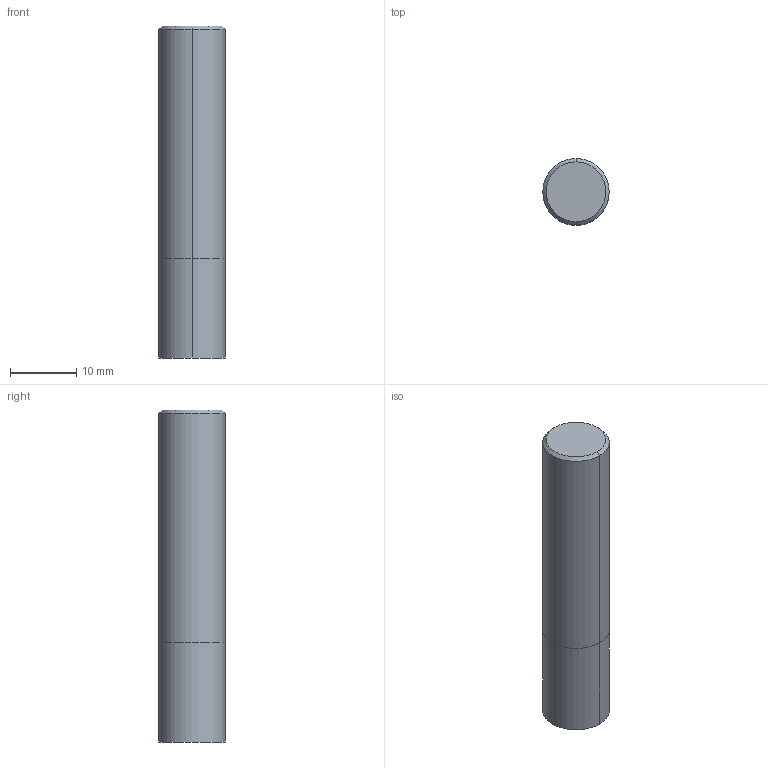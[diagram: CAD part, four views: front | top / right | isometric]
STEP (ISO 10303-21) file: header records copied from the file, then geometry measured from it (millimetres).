
FILE_DESCRIPTION(/* description */ (''),/* implementation_level */ '2;1');
FILE_NAME(/* name */ 'MP2ESD1000S10.stp',/* time_stamp */ '2021-05-12T09:31:34+09:00',/* author */ (''),/* organization */ (''),/* preprocessor_version */ 'ST-DEVELOPER v16',/* originating_system */ 'SIEMENS PLM Software NX 10.0',/* authorisation */ '');
FILE_SCHEMA (('AUTOMOTIVE_DESIGN { 1 0 10303 214 3 1 1 1 }'));
Length unit declared in the file: millimetre
Products named in the file (1): MP2ESD1000S10_ASM
Bounding box: 10 x 10 x 50 mm (x, y, z)
Volume: 3923.2 mm3; surface area: 1875.4 mm2
Topology: 2 solids, 2 shells, 10 faces, 20 edges, 23 vertices
Faces by surface type: cylinder 4, plane 4, cone 2
Entity records: 440 total; most frequent: DIRECTION 78, CARTESIAN_POINT 59, AXIS2_PLACEMENT_3D 34, ORIENTED_EDGE 32, STYLED_ITEM 24, PRESENTATION_STYLE_ASSIGNMENT 24, CURVE_STYLE 17, DRAUGHTING_PRE_DEFINED_CURVE_FONT 17
